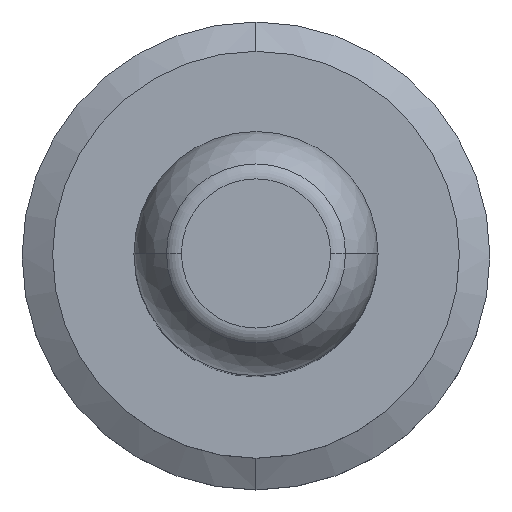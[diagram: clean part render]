
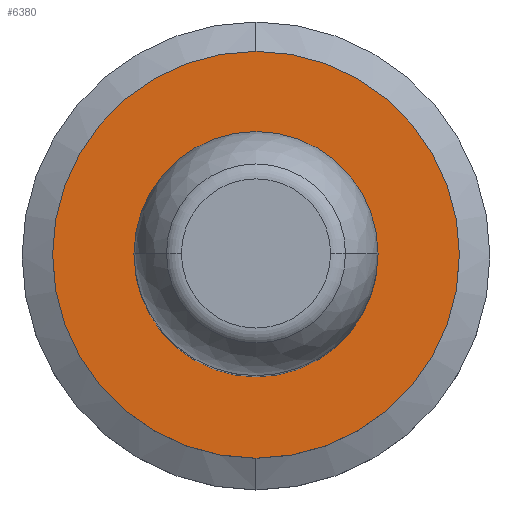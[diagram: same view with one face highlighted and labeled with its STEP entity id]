
A CAD part, top view. The second image highlights one B-rep face of the part: STEP entity #6380.
In plain terms, the highlighted planar face has unit normal (0, 0, 1).
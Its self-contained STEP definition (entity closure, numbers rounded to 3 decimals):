
#1790=CARTESIAN_POINT('',(4.968,19.234,16.7));
#1800=VERTEX_POINT('',#1790);
#2000=CARTESIAN_POINT('',(4.968,9.234,16.7));
#2010=VERTEX_POINT('',#2000);
#2040=CARTESIAN_POINT('',(4.968,14.234,16.7));
#2050=DIRECTION('',(0.,0.,1.));
#2060=DIRECTION('',(0.,1.,0.));
#2070=AXIS2_PLACEMENT_3D('',#2040,#2050,#2060);
#2080=CIRCLE('',#2070,5.);
#2090=EDGE_CURVE('',#2010,#1800,#2080,.T.);
#2890=CARTESIAN_POINT('',(4.968,11.234,16.7));
#2900=VERTEX_POINT('',#2890);
#2930=CARTESIAN_POINT('',(4.968,14.234,16.7));
#2940=DIRECTION('',(0.,0.,-1.));
#2950=DIRECTION('',(0.,-1.,0.));
#2960=AXIS2_PLACEMENT_3D('',#2930,#2940,#2950);
#2970=CIRCLE('',#2960,3.);
#2980=CARTESIAN_POINT('',(4.968,17.234,16.7));
#2990=VERTEX_POINT('',#2980);
#3000=EDGE_CURVE('',#2900,#2990,#2970,.T.);
#6230=CARTESIAN_POINT('',(4.968,9.075,16.7));
#6240=DIRECTION('',(0.,0.,-1.));
#6250=DIRECTION('',(0.,-1.,0.));
#6260=AXIS2_PLACEMENT_3D('',#6230,#6240,#6250);
#6270=PLANE('',#6260);
#6280=ORIENTED_EDGE('',*,*,#3000,.T.);
#6290=EDGE_CURVE('',#2990,#2900,#2970,.T.);
#6300=ORIENTED_EDGE('',*,*,#6290,.T.);
#6310=EDGE_LOOP('',(#6300,#6280));
#6320=FACE_BOUND('',#6310,.T.);
#6330=EDGE_CURVE('',#1800,#2010,#2080,.T.);
#6340=ORIENTED_EDGE('',*,*,#6330,.T.);
#6350=ORIENTED_EDGE('',*,*,#2090,.T.);
#6360=EDGE_LOOP('',(#6350,#6340));
#6370=FACE_OUTER_BOUND('',#6360,.T.);
#6380=ADVANCED_FACE('',(#6320,#6370),#6270,.F.);
